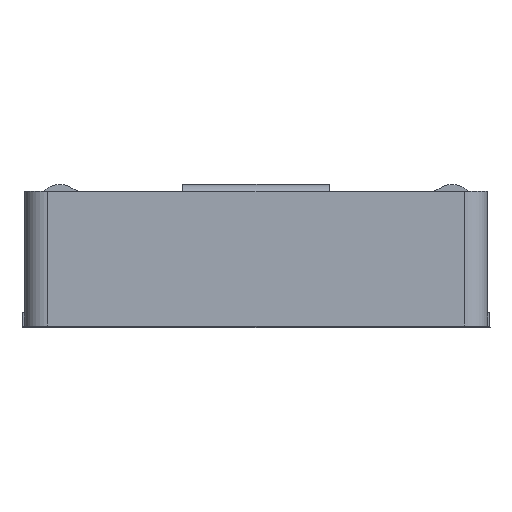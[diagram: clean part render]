
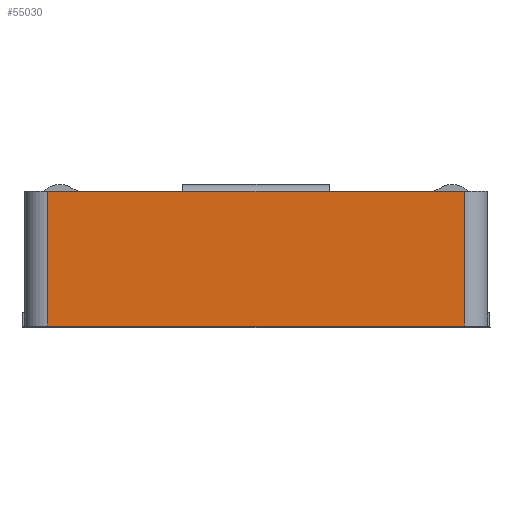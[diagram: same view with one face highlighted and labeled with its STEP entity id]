
A CAD part, top view. The second image highlights one B-rep face of the part: STEP entity #55030.
In plain terms, the highlighted planar face has unit normal (0, 0, 1).
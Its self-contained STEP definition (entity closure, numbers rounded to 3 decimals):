
#23000=CARTESIAN_POINT('',(72.581,0.,
-34.71));
#23010=VERTEX_POINT('',#23000);
#23040=CARTESIAN_POINT('',(73.461,0.,
-34.71));
#23050=DIRECTION('',(-1.,0.,0.));
#23060=VECTOR('',#23050,1.);
#23070=LINE('',#23040,#23060);
#23080=CARTESIAN_POINT('',(73.461,0.,
-34.71));
#23090=VERTEX_POINT('',#23080);
#23100=EDGE_CURVE('',#23090,#23010,#23070,.T.);
#23120=CARTESIAN_POINT('',(73.461,0.,
-34.71));
#23130=DIRECTION('',(1.,0.,0.));
#23140=VECTOR('',#23130,1.);
#23150=LINE('',#23120,#23140);
#23160=CARTESIAN_POINT('',(74.341,0.,
-34.71));
#23170=VERTEX_POINT('',#23160);
#23180=EDGE_CURVE('',#23090,#23170,#23150,.T.);
#35660=CARTESIAN_POINT('',(74.341,0.57,
-34.71));
#35670=VERTEX_POINT('',#35660);
#35700=CARTESIAN_POINT('',(74.341,0.57,
-34.71));
#35710=DIRECTION('',(-1.,0.,0.));
#35720=VECTOR('',#35710,1.);
#35730=LINE('',#35700,#35720);
#35740=CARTESIAN_POINT('',(72.581,0.57,
-34.71));
#35750=VERTEX_POINT('',#35740);
#35760=EDGE_CURVE('',#35670,#35750,#35730,.T.);
#54670=CARTESIAN_POINT('',(74.341,0.57,
-34.71));
#54680=DIRECTION('',(0.,-1.,0.));
#54690=VECTOR('',#54680,1.);
#54700=LINE('',#54670,#54690);
#54710=EDGE_CURVE('',#35670,#23170,#54700,.T.);
#54860=CARTESIAN_POINT('',(74.361,-0.04,
-34.71));
#54870=DIRECTION('',(0.,0.,-1.));
#54880=DIRECTION('',(-1.,0.,0.));
#54890=AXIS2_PLACEMENT_3D('',#54860,#54870,#54880);
#54900=PLANE('',#54890);
#54910=ORIENTED_EDGE('',*,*,#54710,.F.);
#54920=ORIENTED_EDGE('',*,*,#23180,.T.);
#54930=ORIENTED_EDGE('',*,*,#23100,.F.);
#54940=CARTESIAN_POINT('',(72.581,0.,
-34.71));
#54950=DIRECTION('',(0.,1.,0.));
#54960=VECTOR('',#54950,1.);
#54970=LINE('',#54940,#54960);
#54980=EDGE_CURVE('',#23010,#35750,#54970,.T.);
#54990=ORIENTED_EDGE('',*,*,#54980,.F.);
#55000=ORIENTED_EDGE('',*,*,#35760,.T.);
#55010=EDGE_LOOP('',(#55000,#54990,#54930,#54920,#54910));
#55020=FACE_OUTER_BOUND('',#55010,.T.);
#55030=ADVANCED_FACE('',(#55020),#54900,.F.);
